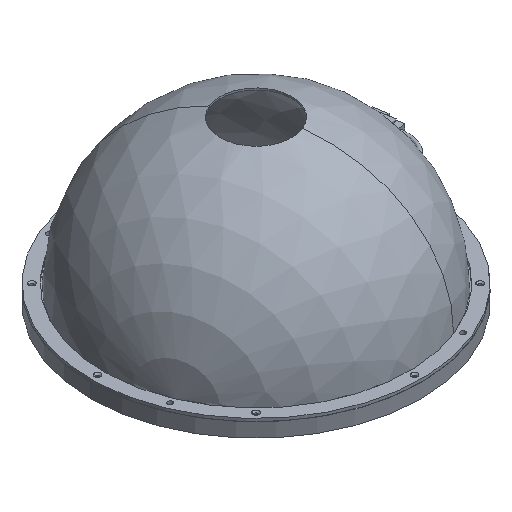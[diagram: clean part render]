
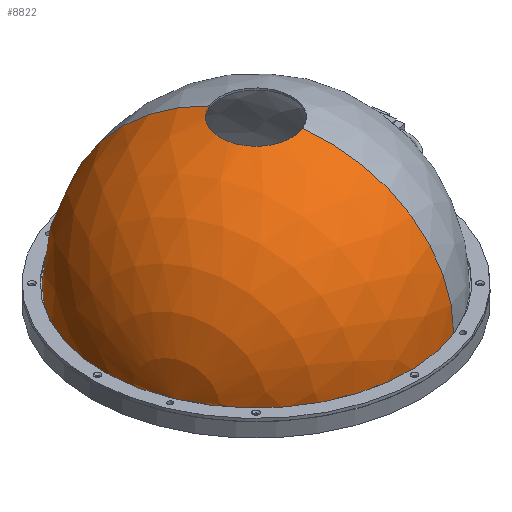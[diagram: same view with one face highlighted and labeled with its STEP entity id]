
A CAD part, isometric view. The second image highlights one B-rep face of the part: STEP entity #8822.
In plain terms, the highlighted spherical face has radius 106 mm.
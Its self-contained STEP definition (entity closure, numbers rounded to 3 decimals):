
#299 = CIRCLE ( 'NONE', #5943, 25. ) ;
#559 = CIRCLE ( 'NONE', #7629, 106. ) ;
#891 = DIRECTION ( 'NONE',  ( 0., 0., -1. ) ) ;
#1038 = EDGE_CURVE ( 'NONE', #2665, #6472, #299, .T. ) ;
#1071 = ORIENTED_EDGE ( 'NONE', *, *, #1038, .F. ) ;
#1500 = DIRECTION ( 'NONE',  ( 0., 0., 1. ) ) ;
#1562 = DIRECTION ( 'NONE',  ( -1., 0., 0. ) ) ;
#1689 = AXIS2_PLACEMENT_3D ( 'NONE', #3992, #3885, #6378 ) ;
#2169 = DIRECTION ( 'NONE',  ( 1., 0., 0. ) ) ;
#2186 = CARTESIAN_POINT ( 'NONE',  ( 0., 1.2, 0. ) ) ;
#2665 = VERTEX_POINT ( 'NONE', #9458 ) ;
#2992 = DIRECTION ( 'NONE',  ( 0., 1., 0. ) ) ;
#3268 = AXIS2_PLACEMENT_3D ( 'NONE', #5636, #891, #1562 ) ;
#3742 = EDGE_CURVE ( 'NONE', #10125, #6472, #7522, .T. ) ;
#3885 = DIRECTION ( 'NONE',  ( 0., 0., -1. ) ) ;
#3992 = CARTESIAN_POINT ( 'NONE',  ( 0., 1.2, 0. ) ) ;
#4165 = CARTESIAN_POINT ( 'NONE',  ( 106., 1.2, 0. ) ) ;
#4308 = VERTEX_POINT ( 'NONE', #5376 ) ;
#4455 = CARTESIAN_POINT ( 'NONE',  ( 25., 104.21, 0. ) ) ;
#4569 = DIRECTION ( 'NONE',  ( -1., 0., 0. ) ) ;
#4688 = AXIS2_PLACEMENT_3D ( 'NONE', #6905, #1500, #5436 ) ;
#5137 = SPHERICAL_SURFACE ( 'NONE', #1689, 106. ) ;
#5376 = CARTESIAN_POINT ( 'NONE',  ( -106., 1.2, 0. ) ) ;
#5436 = DIRECTION ( 'NONE',  ( 0., -1., 0. ) ) ;
#5636 = CARTESIAN_POINT ( 'NONE',  ( 0., 1.2, 0. ) ) ;
#5884 = EDGE_LOOP ( 'NONE', ( #6239, #9934, #8730, #1071 ) ) ;
#5943 = AXIS2_PLACEMENT_3D ( 'NONE', #7711, #2992, #2169 ) ;
#6239 = ORIENTED_EDGE ( 'NONE', *, *, #9550, .F. ) ;
#6378 = DIRECTION ( 'NONE',  ( 1., 0., 0. ) ) ;
#6472 = VERTEX_POINT ( 'NONE', #4455 ) ;
#6625 = FACE_OUTER_BOUND ( 'NONE', #5884, .T. ) ;
#6905 = CARTESIAN_POINT ( 'NONE',  ( 0., 1.2, 0. ) ) ;
#7522 = CIRCLE ( 'NONE', #4688, 106. ) ;
#7629 = AXIS2_PLACEMENT_3D ( 'NONE', #2186, #9279, #4569 ) ;
#7711 = CARTESIAN_POINT ( 'NONE',  ( 0., 104.21, 0. ) ) ;
#8730 = ORIENTED_EDGE ( 'NONE', *, *, #3742, .T. ) ;
#8819 = CIRCLE ( 'NONE', #3268, 106. ) ;
#8822 = ADVANCED_FACE ( 'NONE', ( #6625 ), #5137, .T. ) ;
#9279 = DIRECTION ( 'NONE',  ( 0., 1., 0. ) ) ;
#9395 = EDGE_CURVE ( 'NONE', #4308, #10125, #559, .T. ) ;
#9458 = CARTESIAN_POINT ( 'NONE',  ( -25., 104.21, 0. ) ) ;
#9550 = EDGE_CURVE ( 'NONE', #4308, #2665, #8819, .T. ) ;
#9934 = ORIENTED_EDGE ( 'NONE', *, *, #9395, .T. ) ;
#10125 = VERTEX_POINT ( 'NONE', #4165 ) ;
